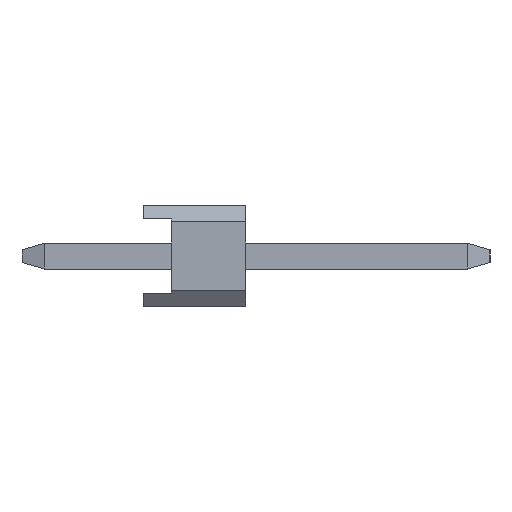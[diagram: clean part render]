
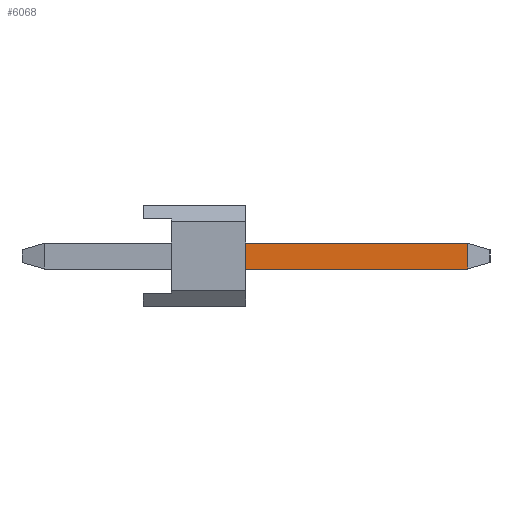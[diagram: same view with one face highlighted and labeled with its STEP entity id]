
A CAD part, left-side view. The second image highlights one B-rep face of the part: STEP entity #6068.
In plain terms, the highlighted planar face has unit normal (-1, 0, 0).
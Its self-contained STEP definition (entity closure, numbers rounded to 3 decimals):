
#5312=EDGE_CURVE('',#8638,#10106,#12254,.T.);
#5736=VERTEX_POINT('',#12746);
#5884=EDGE_CURVE('',#9790,#8638,#12912,.T.);
#6068=ADVANCED_FACE('',(#13121),#13122,.T.);
#6738=EDGE_CURVE('',#5736,#9790,#13856,.T.);
#8638=VERTEX_POINT('',#15949);
#9024=EDGE_CURVE('',#10106,#5736,#16372,.T.);
#9790=VERTEX_POINT('',#17221);
#10106=VERTEX_POINT('',#17580);
#12254=LINE('',#20670,#20671);
#12746=CARTESIAN_POINT('',(-26.99,-2.54,-0.32));
#12912=LINE('',#21640,#21641);
#13121=FACE_OUTER_BOUND('',#21938,.T.);
#13122=PLANE('',#21939);
#13856=LINE('',#23010,#23011);
#15949=CARTESIAN_POINT('',(-26.99,-8.054,0.32));
#16372=LINE('',#26642,#26643);
#17221=CARTESIAN_POINT('',(-26.99,-2.54,0.32));
#17580=CARTESIAN_POINT('',(-26.99,-8.054,-0.32));
#20670=CARTESIAN_POINT('',(-26.99,-8.054,0.5));
#20671=VECTOR('',#30306,1.0);
#21640=CARTESIAN_POINT('',(-26.99,-2.8,0.32));
#21641=VECTOR('',#31244,1.0);
#21938=EDGE_LOOP('',(#31496,#31497,#31498,#31499));
#21939=AXIS2_PLACEMENT_3D('',#31500,#31501,#31502);
#23010=CARTESIAN_POINT('',(-26.99,-2.54,0.252));
#23011=VECTOR('',#32211,1.0);
#26642=CARTESIAN_POINT('',(-26.99,2.454,-0.32));
#26643=VECTOR('',#34743,1.0);
#30306=DIRECTION('',(0.0,0.,-1.0));
#31244=DIRECTION('',(0.,-1.0,0.));
#31496=ORIENTED_EDGE('',*,*,#6738,.F.);
#31497=ORIENTED_EDGE('',*,*,#9024,.F.);
#31498=ORIENTED_EDGE('',*,*,#5312,.F.);
#31499=ORIENTED_EDGE('',*,*,#5884,.F.);
#31500=CARTESIAN_POINT('',(-26.99,2.454,0.5));
#31501=DIRECTION('',(-1.0,0.,0.));
#31502=DIRECTION('',(0.,1.0,0.));
#32211=DIRECTION('',(0.,0.,1.0));
#34743=DIRECTION('',(0.,1.0,0.));
